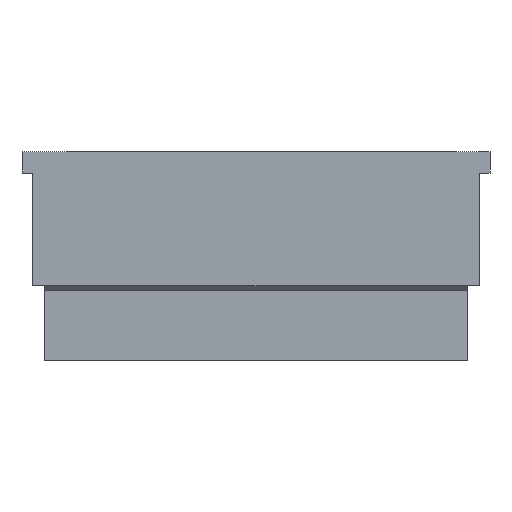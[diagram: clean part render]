
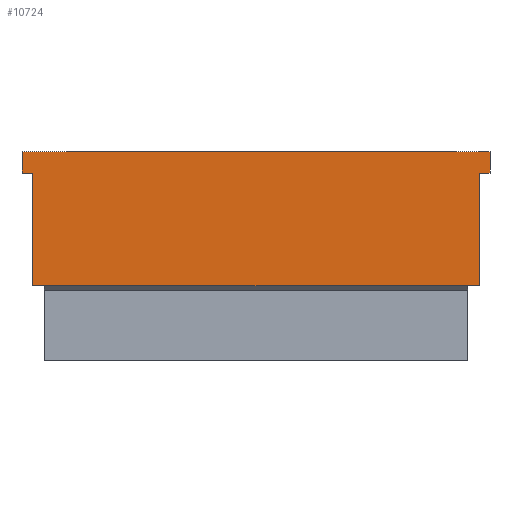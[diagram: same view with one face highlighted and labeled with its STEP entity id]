
A CAD part, front view. The second image highlights one B-rep face of the part: STEP entity #10724.
In plain terms, the highlighted planar face has unit normal (0, -1, 0).
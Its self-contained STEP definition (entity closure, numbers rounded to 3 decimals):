
#101=DIRECTION('',(-1.,0.,0.));
#102=VECTOR('',#101,21.);
#103=CARTESIAN_POINT('',(10.5,-1.2,0.4));
#104=LINE('',#103,#102);
#2579=DIRECTION('',(0.,0.,-1.));
#2580=VECTOR('',#2579,1.);
#2581=CARTESIAN_POINT('',(11.,-1.2,6.7));
#2582=LINE('',#2581,#2580);
#2591=DIRECTION('',(1.,0.,0.));
#2592=VECTOR('',#2591,0.5);
#2593=CARTESIAN_POINT('',(-11.,-1.2,5.7));
#2594=LINE('',#2593,#2592);
#2623=DIRECTION('',(1.,0.,0.));
#2624=VECTOR('',#2623,0.5);
#2625=CARTESIAN_POINT('',(10.5,-1.2,5.7));
#2626=LINE('',#2625,#2624);
#2627=DIRECTION('',(0.,0.,-1.));
#2628=VECTOR('',#2627,5.3);
#2629=CARTESIAN_POINT('',(-10.5,-1.2,5.7));
#2630=LINE('',#2629,#2628);
#2631=DIRECTION('',(0.,0.,-1.));
#2632=VECTOR('',#2631,5.3);
#2633=CARTESIAN_POINT('',(10.5,-1.2,5.7));
#2634=LINE('',#2633,#2632);
#2635=DIRECTION('',(1.,0.,0.));
#2636=VECTOR('',#2635,22.);
#2637=CARTESIAN_POINT('',(-11.,-1.2,6.7));
#2638=LINE('',#2637,#2636);
#2655=DIRECTION('',(0.,0.,-1.));
#2656=VECTOR('',#2655,1.);
#2657=CARTESIAN_POINT('',(-11.,-1.2,6.7));
#2658=LINE('',#2657,#2656);
#6287=CARTESIAN_POINT('',(-11.,-1.2,5.7));
#6289=VERTEX_POINT('',#6287);
#6293=CARTESIAN_POINT('',(-11.,-1.2,6.7));
#6294=VERTEX_POINT('',#6293);
#6299=CARTESIAN_POINT('',(11.,-1.2,6.7));
#6300=CARTESIAN_POINT('',(11.,-1.2,5.7));
#6301=VERTEX_POINT('',#6299);
#6302=VERTEX_POINT('',#6300);
#6304=CARTESIAN_POINT('',(10.5,-1.2,0.4));
#6306=VERTEX_POINT('',#6304);
#6307=CARTESIAN_POINT('',(-10.5,-1.2,0.4));
#6308=VERTEX_POINT('',#6307);
#6311=CARTESIAN_POINT('',(-10.5,-1.2,5.7));
#6313=VERTEX_POINT('',#6311);
#6315=CARTESIAN_POINT('',(10.5,-1.2,5.7));
#6316=VERTEX_POINT('',#6315);
#10707=CARTESIAN_POINT('',(-11.,-1.2,6.7));
#10708=DIRECTION('',(0.,-1.,0.));
#10709=DIRECTION('',(0.,0.,-1.));
#10710=AXIS2_PLACEMENT_3D('',#10707,#10708,#10709);
#10711=PLANE('',#10710);
#10712=ORIENTED_EDGE('',*,*,#10688,.F.);
#10714=ORIENTED_EDGE('',*,*,#10713,.T.);
#10715=ORIENTED_EDGE('',*,*,#7318,.T.);
#10716=ORIENTED_EDGE('',*,*,#10700,.F.);
#10717=ORIENTED_EDGE('',*,*,#10649,.F.);
#10719=ORIENTED_EDGE('',*,*,#10718,.F.);
#10720=ORIENTED_EDGE('',*,*,#10567,.T.);
#10721=ORIENTED_EDGE('',*,*,#10633,.T.);
#10722=EDGE_LOOP('',(#10712,#10714,#10715,#10716,#10717,#10719,#10720,#10721));
#10723=FACE_OUTER_BOUND('',#10722,.F.);
#10724=ADVANCED_FACE('',(#10723),#10711,.T.);
#7318=EDGE_CURVE('',#6306,#6308,#104,.T.);
#10567=EDGE_CURVE('',#6294,#6301,#2638,.T.);
#10633=EDGE_CURVE('',#6301,#6302,#2582,.T.);
#10649=EDGE_CURVE('',#6289,#6313,#2594,.T.);
#10688=EDGE_CURVE('',#6316,#6302,#2626,.T.);
#10700=EDGE_CURVE('',#6313,#6308,#2630,.T.);
#10713=EDGE_CURVE('',#6316,#6306,#2634,.T.);
#10718=EDGE_CURVE('',#6294,#6289,#2658,.T.);
